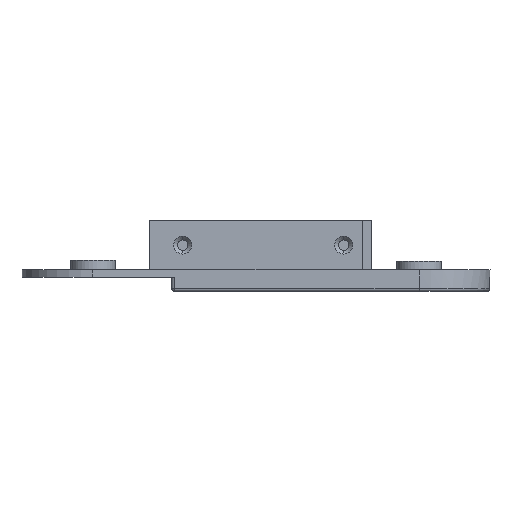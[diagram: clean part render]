
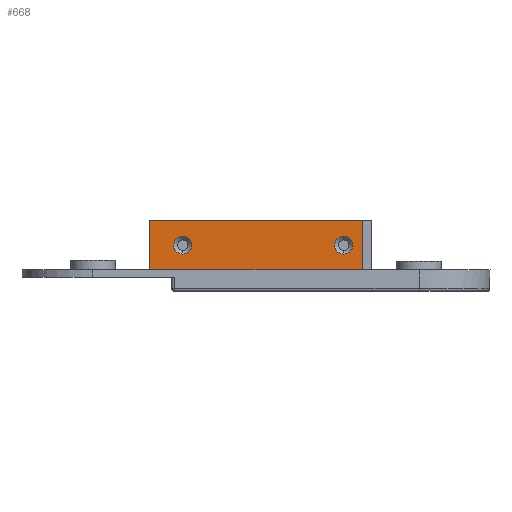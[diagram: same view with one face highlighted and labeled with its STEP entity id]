
A CAD part, front view. The second image highlights one B-rep face of the part: STEP entity #668.
In plain terms, the highlighted planar face has unit normal (0, -1, 0).
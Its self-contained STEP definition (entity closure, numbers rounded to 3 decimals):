
#3 = CARTESIAN_POINT ( 'NONE',  ( -22.5, -13., 19.6 ) ) ;
#82 = ORIENTED_EDGE ( 'NONE', *, *, #1495, .F. ) ;
#102 = ORIENTED_EDGE ( 'NONE', *, *, #166, .F. ) ;
#113 = DIRECTION ( 'NONE',  ( 0., 1., 0. ) ) ;
#123 = CIRCLE ( 'NONE', #509, 1.9 ) ;
#128 = EDGE_CURVE ( 'NONE', #1713, #1282, #483, .T. ) ;
#130 = ORIENTED_EDGE ( 'NONE', *, *, #1380, .F. ) ;
#148 = CARTESIAN_POINT ( 'NONE',  ( 22.5, -13., 9.2 ) ) ;
#166 = EDGE_CURVE ( 'NONE', #1650, #406, #574, .T. ) ;
#210 = AXIS2_PLACEMENT_3D ( 'NONE', #540, #682, #1729 ) ;
#219 = DIRECTION ( 'NONE',  ( -1., 0., 0. ) ) ;
#225 = CARTESIAN_POINT ( 'NONE',  ( -22.5, -13., 19.6 ) ) ;
#228 = ORIENTED_EDGE ( 'NONE', *, *, #1631, .T. ) ;
#239 = DIRECTION ( 'NONE',  ( 0., 0., -1. ) ) ;
#406 = VERTEX_POINT ( 'NONE', #1043 ) ;
#414 = DIRECTION ( 'NONE',  ( -1., 0., 0. ) ) ;
#438 = FACE_BOUND ( 'NONE', #1544, .T. ) ;
#483 = CIRCLE ( 'NONE', #551, 1.9 ) ;
#498 = EDGE_LOOP ( 'NONE', ( #102, #892, #1034, #228 ) ) ;
#509 = AXIS2_PLACEMENT_3D ( 'NONE', #1413, #1401, #630 ) ;
#529 = EDGE_CURVE ( 'NONE', #1763, #1537, #907, .T. ) ;
#539 = CARTESIAN_POINT ( 'NONE',  ( 22.5, -13., 19.6 ) ) ;
#540 = CARTESIAN_POINT ( 'NONE',  ( -15.5, -13., 14.4 ) ) ;
#551 = AXIS2_PLACEMENT_3D ( 'NONE', #695, #1879, #414 ) ;
#574 = LINE ( 'NONE', #1547, #1767 ) ;
#630 = DIRECTION ( 'NONE',  ( -1., 0., 0. ) ) ;
#638 = LINE ( 'NONE', #1095, #1907 ) ;
#647 = VERTEX_POINT ( 'NONE', #539 ) ;
#648 = VECTOR ( 'NONE', #1060, 1000. ) ;
#668 = ADVANCED_FACE ( 'NONE', ( #438, #1280, #1622 ), #970, .F. ) ;
#682 = DIRECTION ( 'NONE',  ( 0., -1., 0. ) ) ;
#695 = CARTESIAN_POINT ( 'NONE',  ( -15.5, -13., 14.4 ) ) ;
#744 = AXIS2_PLACEMENT_3D ( 'NONE', #919, #1665, #1370 ) ;
#786 = EDGE_LOOP ( 'NONE', ( #82, #823 ) ) ;
#823 = ORIENTED_EDGE ( 'NONE', *, *, #128, .F. ) ;
#892 = ORIENTED_EDGE ( 'NONE', *, *, #1565, .F. ) ;
#907 = CIRCLE ( 'NONE', #744, 1.9 ) ;
#914 = CARTESIAN_POINT ( 'NONE',  ( 18.55, -13., 12.5 ) ) ;
#919 = CARTESIAN_POINT ( 'NONE',  ( 18.55, -13., 14.4 ) ) ;
#922 = CARTESIAN_POINT ( 'NONE',  ( -15.5, -13., 12.5 ) ) ;
#970 = PLANE ( 'NONE',  #1717 ) ;
#1002 = CARTESIAN_POINT ( 'NONE',  ( -15.5, -13., 16.3 ) ) ;
#1034 = ORIENTED_EDGE ( 'NONE', *, *, #1362, .T. ) ;
#1043 = CARTESIAN_POINT ( 'NONE',  ( -22.5, -13., 9.2 ) ) ;
#1060 = DIRECTION ( 'NONE',  ( 0., 0., -1. ) ) ;
#1095 = CARTESIAN_POINT ( 'NONE',  ( -22.5, -13., 19.6 ) ) ;
#1137 = CARTESIAN_POINT ( 'NONE',  ( 18.55, -13., 16.3 ) ) ;
#1140 = ORIENTED_EDGE ( 'NONE', *, *, #529, .F. ) ;
#1200 = LINE ( 'NONE', #1286, #1463 ) ;
#1280 = FACE_BOUND ( 'NONE', #786, .T. ) ;
#1282 = VERTEX_POINT ( 'NONE', #1002 ) ;
#1286 = CARTESIAN_POINT ( 'NONE',  ( 22.5, -13., 19.6 ) ) ;
#1362 = EDGE_CURVE ( 'NONE', #647, #1368, #638, .T. ) ;
#1368 = VERTEX_POINT ( 'NONE', #225 ) ;
#1370 = DIRECTION ( 'NONE',  ( -1., 0., 0. ) ) ;
#1380 = EDGE_CURVE ( 'NONE', #1537, #1763, #123, .T. ) ;
#1401 = DIRECTION ( 'NONE',  ( 0., -1., 0. ) ) ;
#1413 = CARTESIAN_POINT ( 'NONE',  ( 18.55, -13., 14.4 ) ) ;
#1462 = CIRCLE ( 'NONE', #210, 1.9 ) ;
#1463 = VECTOR ( 'NONE', #239, 1000. ) ;
#1495 = EDGE_CURVE ( 'NONE', #1282, #1713, #1462, .T. ) ;
#1537 = VERTEX_POINT ( 'NONE', #1137 ) ;
#1544 = EDGE_LOOP ( 'NONE', ( #130, #1140 ) ) ;
#1547 = CARTESIAN_POINT ( 'NONE',  ( -22.5, -13., 9.2 ) ) ;
#1565 = EDGE_CURVE ( 'NONE', #647, #1650, #1200, .T. ) ;
#1580 = DIRECTION ( 'NONE',  ( -1., 0., 0. ) ) ;
#1622 = FACE_OUTER_BOUND ( 'NONE', #498, .T. ) ;
#1631 = EDGE_CURVE ( 'NONE', #1368, #406, #1901, .T. ) ;
#1650 = VERTEX_POINT ( 'NONE', #148 ) ;
#1665 = DIRECTION ( 'NONE',  ( 0., -1., 0. ) ) ;
#1713 = VERTEX_POINT ( 'NONE', #922 ) ;
#1717 = AXIS2_PLACEMENT_3D ( 'NONE', #1868, #113, #1580 ) ;
#1729 = DIRECTION ( 'NONE',  ( -1., 0., 0. ) ) ;
#1763 = VERTEX_POINT ( 'NONE', #914 ) ;
#1767 = VECTOR ( 'NONE', #1814, 1000. ) ;
#1814 = DIRECTION ( 'NONE',  ( -1., 0., 0. ) ) ;
#1868 = CARTESIAN_POINT ( 'NONE',  ( -22.5, -13., 19.6 ) ) ;
#1879 = DIRECTION ( 'NONE',  ( 0., -1., 0. ) ) ;
#1901 = LINE ( 'NONE', #3, #648 ) ;
#1907 = VECTOR ( 'NONE', #219, 1000. ) ;
